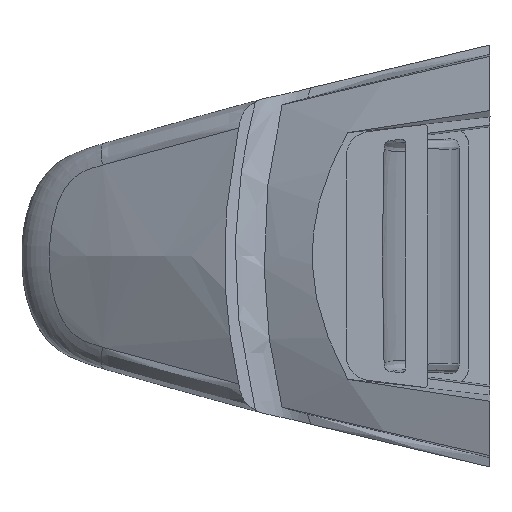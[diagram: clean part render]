
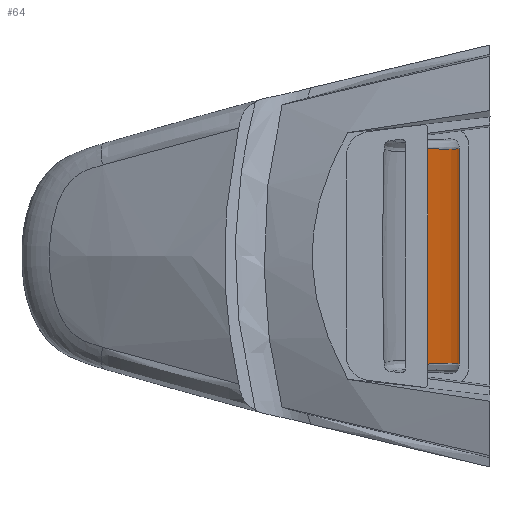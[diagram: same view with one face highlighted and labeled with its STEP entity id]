
A CAD part, top view. The second image highlights one B-rep face of the part: STEP entity #64.
In plain terms, the highlighted free-form (B-spline) face has degree [7, 1] with [24, 2] control points.
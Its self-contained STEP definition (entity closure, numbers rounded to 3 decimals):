
#64=ADVANCED_FACE('',(#171),#1712,.T.);
#171=FACE_OUTER_BOUND('',#280,.T.);
#280=EDGE_LOOP('',(#542,#543,#544,#545));
#542=ORIENTED_EDGE('',*,*,#1022,.T.);
#543=ORIENTED_EDGE('',*,*,#918,.T.);
#544=ORIENTED_EDGE('',*,*,#1019,.F.);
#545=ORIENTED_EDGE('',*,*,#1013,.F.);
#918=EDGE_CURVE('',#1485,#1484,#1200,.T.);
#1013=EDGE_CURVE('',#1553,#1554,#1284,.T.);
#1019=EDGE_CURVE('',#1554,#1484,#1290,.T.);
#1022=EDGE_CURVE('',#1553,#1485,#1293,.T.);
#1200=B_SPLINE_CURVE_WITH_KNOTS('',1,(#6614,#6615),.UNSPECIFIED.,.F.,.F.,
(2,2),(-424.091,-75.909),.UNSPECIFIED.);
#1284=B_SPLINE_CURVE_WITH_KNOTS('',1,(#7776,#7777),.UNSPECIFIED.,.F.,.F.,
(2,2),(-422.381,-77.619),.UNSPECIFIED.);
#1290=B_SPLINE_CURVE_WITH_KNOTS('',7,(#7916,#7917,#7918,#7919,#7920,#7921,
#7922,#7923,#7924,#7925,#7926,#7927,#7928,#7929,#7930,#7931,#7932,#7933,
#7934,#7935,#7936,#7937,#7938,#7939),.UNSPECIFIED.,.F.,.F.,(8,1,1,1,1,1,
1,1,1,1,1,1,1,1,1,1,1,8),(-13.64,-13.,-12.,-11.5,-11.,-10.5,-10.,
-9.5,-9.,-8.,-7.,-6.,-5.,-4.,-3.,-2.,-1.,0.),.UNSPECIFIED.);
#1293=B_SPLINE_CURVE_WITH_KNOTS('',7,(#7972,#7973,#7974,#7975,#7976,#7977,
#7978,#7979,#7980,#7981,#7982,#7983,#7984,#7985,#7986,#7987,#7988,#7989,
#7990,#7991,#7992,#7993,#7994,#7995),.UNSPECIFIED.,.F.,.F.,(8,1,1,1,1,1,
1,1,1,1,1,1,1,1,1,1,1,8),(-13.64,-13.,-12.,-11.5,-11.,-10.5,-10.,
-9.5,-9.,-8.,-7.,-6.,-5.,-4.,-3.,-2.,-1.,0.),.UNSPECIFIED.);
#1484=VERTEX_POINT('',#6287);
#1485=VERTEX_POINT('',#6288);
#1553=VERTEX_POINT('',#6356);
#1554=VERTEX_POINT('',#6357);
#1712=B_SPLINE_SURFACE_WITH_KNOTS('',7,1,((#5971,#5972),(#5973,#5974),(#5975,
#5976),(#5977,#5978),(#5979,#5980),(#5981,#5982),(#5983,#5984),(#5985,#5986),
(#5987,#5988),(#5989,#5990),(#5991,#5992),(#5993,#5994),(#5995,#5996),(#5997,
#5998),(#5999,#6000),(#6001,#6002),(#6003,#6004),(#6005,#6006),(#6007,#6008),
(#6009,#6010),(#6011,#6012),(#6013,#6014),(#6015,#6016),(#6017,#6018)),
 .UNSPECIFIED.,.F.,.F.,.F.,(8,2,2,2,2,2,2,2,2,8),(2,2),(0.,1.,2.,3.,4.,
5.,6.,7.,8.,9.792),(0.,500.),.UNSPECIFIED.);
#5971=CARTESIAN_POINT('',(-164.234,-250.,603.734));
#5972=CARTESIAN_POINT('',(-164.234,250.,603.734));
#5973=CARTESIAN_POINT('',(-171.507,-250.,602.562));
#5974=CARTESIAN_POINT('',(-171.507,250.,602.562));
#5975=CARTESIAN_POINT('',(-178.773,-250.,601.356));
#5976=CARTESIAN_POINT('',(-178.773,250.,601.356));
#5977=CARTESIAN_POINT('',(-193.332,-250.,598.862));
#5978=CARTESIAN_POINT('',(-193.332,250.,598.862));
#5979=CARTESIAN_POINT('',(-207.643,-250.,596.131));
#5980=CARTESIAN_POINT('',(-207.643,250.,596.131));
#5981=CARTESIAN_POINT('',(-228.934,-250.,590.989));
#5982=CARTESIAN_POINT('',(-228.934,250.,590.989));
#5983=CARTESIAN_POINT('',(-249.806,-250.,582.309));
#5984=CARTESIAN_POINT('',(-249.806,250.,582.309));
#5985=CARTESIAN_POINT('',(-272.352,-250.,563.67));
#5986=CARTESIAN_POINT('',(-272.352,250.,563.67));
#5987=CARTESIAN_POINT('',(-283.277,-250.,544.794));
#5988=CARTESIAN_POINT('',(-283.277,250.,544.794));
#5989=CARTESIAN_POINT('',(-288.953,-250.,516.305));
#5990=CARTESIAN_POINT('',(-288.953,250.,516.305));
#5991=CARTESIAN_POINT('',(-287.193,-250.,494.342));
#5992=CARTESIAN_POINT('',(-287.193,250.,494.342));
#5993=CARTESIAN_POINT('',(-279.137,-250.,466.201));
#5994=CARTESIAN_POINT('',(-279.137,250.,466.201));
#5995=CARTESIAN_POINT('',(-270.163,-250.,446.309));
#5996=CARTESIAN_POINT('',(-270.163,250.,446.309));
#5997=CARTESIAN_POINT('',(-256.528,-250.,421.273));
#5998=CARTESIAN_POINT('',(-256.528,250.,421.273));
#5999=CARTESIAN_POINT('',(-245.718,-250.,403.105));
#6000=CARTESIAN_POINT('',(-245.718,250.,403.105));
#6001=CARTESIAN_POINT('',(-231.175,-250.,378.363));
#6002=CARTESIAN_POINT('',(-231.175,250.,378.363));
#6003=CARTESIAN_POINT('',(-220.418,-250.,358.895));
#6004=CARTESIAN_POINT('',(-220.418,250.,358.895));
#6005=CARTESIAN_POINT('',(-205.051,-250.,325.686));
#6006=CARTESIAN_POINT('',(-205.051,250.,325.686));
#6007=CARTESIAN_POINT('',(-196.701,-250.,297.033));
#6008=CARTESIAN_POINT('',(-196.701,250.,297.033));
#6009=CARTESIAN_POINT('',(-196.858,-250.,266.618));
#6010=CARTESIAN_POINT('',(-196.858,250.,266.618));
#6011=CARTESIAN_POINT('',(-202.846,-250.,244.961));
#6012=CARTESIAN_POINT('',(-202.846,250.,244.961));
#6013=CARTESIAN_POINT('',(-214.431,-250.,225.792));
#6014=CARTESIAN_POINT('',(-214.431,250.,225.792));
#6015=CARTESIAN_POINT('',(-223.997,-250.,214.436));
#6016=CARTESIAN_POINT('',(-223.997,250.,214.436));
#6017=CARTESIAN_POINT('',(-238.675,-250.,201.364));
#6018=CARTESIAN_POINT('',(-238.675,250.,201.364));
#6287=CARTESIAN_POINT('',(-263.131,-174.091,433.974));
#6288=CARTESIAN_POINT('',(-263.131,174.091,433.974));
#6356=CARTESIAN_POINT('',(-200.92,172.381,264.));
#6357=CARTESIAN_POINT('',(-200.92,-172.381,264.));
#6614=CARTESIAN_POINT('',(-263.131,174.091,433.974));
#6615=CARTESIAN_POINT('',(-263.131,-174.091,433.974));
#7776=CARTESIAN_POINT('',(-200.92,172.381,264.));
#7777=CARTESIAN_POINT('',(-200.92,-172.381,264.));
#7916=CARTESIAN_POINT('',(-200.92,-172.381,264.));
#7917=CARTESIAN_POINT('',(-200.701,-172.376,265.236));
#7918=CARTESIAN_POINT('',(-200.186,-172.361,268.414));
#7919=CARTESIAN_POINT('',(-199.667,-172.331,272.589));
#7920=CARTESIAN_POINT('',(-199.27,-172.281,277.776));
#7921=CARTESIAN_POINT('',(-199.149,-172.206,283.97));
#7922=CARTESIAN_POINT('',(-199.469,-172.103,291.12));
#7923=CARTESIAN_POINT('',(-200.401,-171.962,299.257));
#7924=CARTESIAN_POINT('',(-201.8,-171.815,307.079));
#7925=CARTESIAN_POINT('',(-203.579,-171.663,314.799));
#7926=CARTESIAN_POINT('',(-206.023,-171.495,323.294));
#7927=CARTESIAN_POINT('',(-209.289,-171.276,332.831));
#7928=CARTESIAN_POINT('',(-213.595,-171.047,343.268));
#7929=CARTESIAN_POINT('',(-217.931,-170.971,352.75));
#7930=CARTESIAN_POINT('',(-223.796,-170.981,364.427));
#7931=CARTESIAN_POINT('',(-229.977,-171.156,375.779));
#7932=CARTESIAN_POINT('',(-236.663,-171.482,387.59));
#7933=CARTESIAN_POINT('',(-243.33,-171.942,399.006));
#7934=CARTESIAN_POINT('',(-249.158,-172.457,408.964));
#7935=CARTESIAN_POINT('',(-253.919,-172.953,417.199));
#7936=CARTESIAN_POINT('',(-257.679,-173.391,423.88));
#7937=CARTESIAN_POINT('',(-260.432,-173.736,428.908));
#7938=CARTESIAN_POINT('',(-262.238,-173.97,432.284));
#7939=CARTESIAN_POINT('',(-263.131,-174.091,433.974));
#7972=CARTESIAN_POINT('',(-200.92,172.381,264.));
#7973=CARTESIAN_POINT('',(-200.701,172.376,265.236));
#7974=CARTESIAN_POINT('',(-200.186,172.361,268.414));
#7975=CARTESIAN_POINT('',(-199.667,172.331,272.589));
#7976=CARTESIAN_POINT('',(-199.27,172.281,277.776));
#7977=CARTESIAN_POINT('',(-199.149,172.206,283.97));
#7978=CARTESIAN_POINT('',(-199.469,172.103,291.12));
#7979=CARTESIAN_POINT('',(-200.401,171.962,299.257));
#7980=CARTESIAN_POINT('',(-201.8,171.815,307.079));
#7981=CARTESIAN_POINT('',(-203.579,171.663,314.799));
#7982=CARTESIAN_POINT('',(-206.023,171.495,323.294));
#7983=CARTESIAN_POINT('',(-209.289,171.276,332.831));
#7984=CARTESIAN_POINT('',(-213.595,171.047,343.268));
#7985=CARTESIAN_POINT('',(-217.931,170.971,352.75));
#7986=CARTESIAN_POINT('',(-223.796,170.981,364.427));
#7987=CARTESIAN_POINT('',(-229.977,171.156,375.779));
#7988=CARTESIAN_POINT('',(-236.663,171.482,387.59));
#7989=CARTESIAN_POINT('',(-243.33,171.942,399.006));
#7990=CARTESIAN_POINT('',(-249.158,172.457,408.964));
#7991=CARTESIAN_POINT('',(-253.919,172.953,417.199));
#7992=CARTESIAN_POINT('',(-257.679,173.391,423.88));
#7993=CARTESIAN_POINT('',(-260.432,173.736,428.908));
#7994=CARTESIAN_POINT('',(-262.238,173.97,432.284));
#7995=CARTESIAN_POINT('',(-263.131,174.091,433.974));
